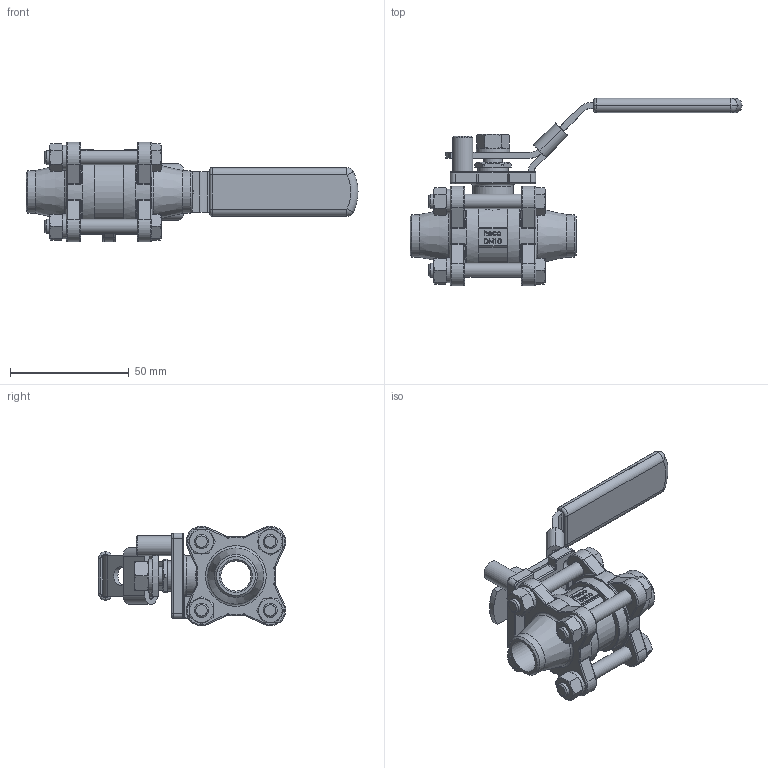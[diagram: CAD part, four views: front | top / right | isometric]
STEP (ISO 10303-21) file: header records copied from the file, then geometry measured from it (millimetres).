
FILE_DESCRIPTION (( 'STEP AP214' ), '1' );
FILE_NAME ('K3-038-000-4 Kugelhahn heco.STEP', '2013-08-08T14:10:50', ( 'test' ), ( '' ), 'SwSTEP 2.0', 'SolidWorks 2011', '' );
FILE_SCHEMA (( 'AUTOMOTIVE_DESIGN' ));
Length unit declared in the file: millimetre
Products named in the file (1): K3-038-000-4 Kugelhahn heco
Bounding box: 140 x 78.97 x 41.96 mm (x, y, z)
Volume: 64572.6 mm3; surface area: 29506.7 mm2
Topology: 1 solids, 1 shells, 948 faces, 2341 edges, 1445 vertices
Faces by surface type: plane 314, bspline 241, cylinder 191, cone 101, torus 89, sphere 12
Full cylindrical faces by diameter (mm): 4.2 x4, 6 x8, 6.6 x9, 8 x2, 8.5 x1, 10.5 x4, 12.7 x2, 14 x3, 18 x2, 32 x2, 33.6 x2
Entity records: 50898 total; most frequent: CARTESIAN_POINT 20091, ORIENTED_EDGE 4482, DIRECTION 3629, EDGE_CURVE 2241, VERTEX_POINT 1416, AXIS2_PLACEMENT_3D 1344, EDGE_LOOP 1095, FACE_OUTER_BOUND 989
